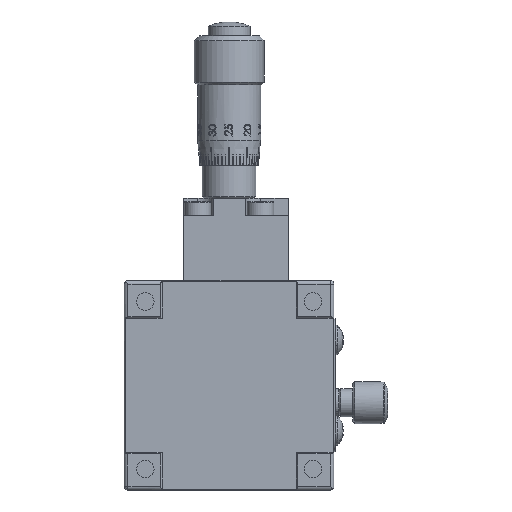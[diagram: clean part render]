
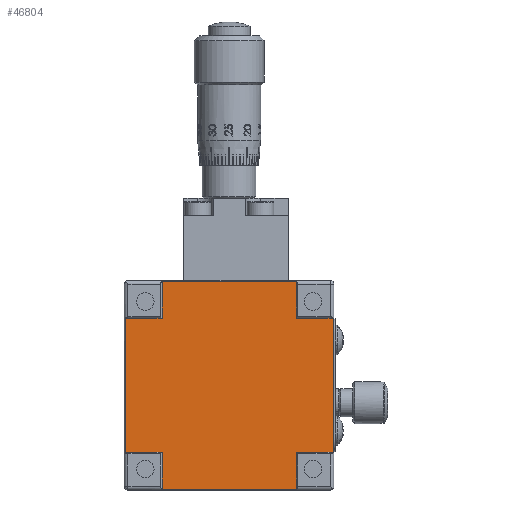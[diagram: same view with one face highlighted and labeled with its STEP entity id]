
A CAD part, front view. The second image highlights one B-rep face of the part: STEP entity #46804.
In plain terms, the highlighted planar face has unit normal (0, -1, 0).
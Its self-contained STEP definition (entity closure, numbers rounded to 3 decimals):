
#317 = LINE ( 'NONE', #54691, #59327 ) ;
#593 = CARTESIAN_POINT ( 'NONE',  ( -15.031, -4.5, 9.6 ) ) ;
#1237 = DIRECTION ( 'NONE',  ( 1., 0., 0. ) ) ;
#2281 = VERTEX_POINT ( 'NONE', #75929 ) ;
#4156 = DIRECTION ( 'NONE',  ( 1., 0., 0. ) ) ;
#4484 = DIRECTION ( 'NONE',  ( 0., 1., 0. ) ) ;
#4691 = DIRECTION ( 'NONE',  ( 0., 0., 1. ) ) ;
#6070 = ORIENTED_EDGE ( 'NONE', *, *, #52529, .T. ) ;
#8375 = CARTESIAN_POINT ( 'NONE',  ( 9.469, -4.5, -15. ) ) ;
#9303 = LINE ( 'NONE', #26574, #70030 ) ;
#9323 = VERTEX_POINT ( 'NONE', #61626 ) ;
#10486 = CARTESIAN_POINT ( 'NONE',  ( 14.769, -4.5, -9.6 ) ) ;
#11580 = CARTESIAN_POINT ( 'NONE',  ( 14.769, -4.5, -9.6 ) ) ;
#12773 = VERTEX_POINT ( 'NONE', #593 ) ;
#13577 = LINE ( 'NONE', #8375, #44940 ) ;
#16430 = DIRECTION ( 'NONE',  ( 0., 0., 1. ) ) ;
#16838 = ORIENTED_EDGE ( 'NONE', *, *, #54979, .F. ) ;
#16879 = CARTESIAN_POINT ( 'NONE',  ( -9.731, -4.5, 14.9 ) ) ;
#17695 = LINE ( 'NONE', #39545, #50904 ) ;
#18037 = ORIENTED_EDGE ( 'NONE', *, *, #48590, .T. ) ;
#19974 = VECTOR ( 'NONE', #62355, 1000. ) ;
#23705 = ORIENTED_EDGE ( 'NONE', *, *, #40655, .F. ) ;
#23814 = VERTEX_POINT ( 'NONE', #41013 ) ;
#24672 = LINE ( 'NONE', #52171, #38519 ) ;
#24725 = EDGE_CURVE ( 'NONE', #2281, #60244, #317, .T. ) ;
#25308 = DIRECTION ( 'NONE',  ( 0., 0., 1. ) ) ;
#26492 = EDGE_LOOP ( 'NONE', ( #16838, #55235, #75053, #48730, #50405, #23705, #64195, #62938, #30836, #39194, #6070, #18037 ) ) ;
#26574 = CARTESIAN_POINT ( 'NONE',  ( -15.131, -4.5, -9.6 ) ) ;
#28724 = DIRECTION ( 'NONE',  ( -1., 0., 0. ) ) ;
#28822 = VECTOR ( 'NONE', #62915, 1000. ) ;
#30836 = ORIENTED_EDGE ( 'NONE', *, *, #24725, .F. ) ;
#33668 = DIRECTION ( 'NONE',  ( 1., 0., 0. ) ) ;
#34075 = VERTEX_POINT ( 'NONE', #69044 ) ;
#34138 = CARTESIAN_POINT ( 'NONE',  ( -9.731, -4.5, -15. ) ) ;
#34335 = DIRECTION ( 'NONE',  ( 0., 0., 1. ) ) ;
#35051 = CARTESIAN_POINT ( 'NONE',  ( 9.469, -4.5, 9.6 ) ) ;
#36546 = EDGE_CURVE ( 'NONE', #74708, #23814, #13577, .T. ) ;
#38519 = VECTOR ( 'NONE', #28724, 1000. ) ;
#39194 = ORIENTED_EDGE ( 'NONE', *, *, #43710, .F. ) ;
#39545 = CARTESIAN_POINT ( 'NONE',  ( -9.731, -4.5, -14.9 ) ) ;
#40655 = EDGE_CURVE ( 'NONE', #74708, #41069, #58955, .T. ) ;
#41013 = CARTESIAN_POINT ( 'NONE',  ( 9.469, -4.5, 14.9 ) ) ;
#41069 = VERTEX_POINT ( 'NONE', #63344 ) ;
#41504 = VECTOR ( 'NONE', #33668, 1000. ) ;
#42563 = CARTESIAN_POINT ( 'NONE',  ( -15.131, -4.5, -9.6 ) ) ;
#43622 = VECTOR ( 'NONE', #4691, 1000. ) ;
#43710 = EDGE_CURVE ( 'NONE', #12773, #2281, #66857, .T. ) ;
#43744 = DIRECTION ( 'NONE',  ( 0., 0., 1. ) ) ;
#44940 = VECTOR ( 'NONE', #43744, 1000. ) ;
#45389 = VERTEX_POINT ( 'NONE', #75743 ) ;
#45524 = VECTOR ( 'NONE', #16430, 1000. ) ;
#45530 = PLANE ( 'NONE',  #49838 ) ;
#45793 = DIRECTION ( 'NONE',  ( -1., 0., 0. ) ) ;
#45949 = CARTESIAN_POINT ( 'NONE',  ( 9.469, -4.5, -15. ) ) ;
#46804 = ADVANCED_FACE ( 'NONE', ( #72922 ), #45530, .F. ) ;
#47704 = VERTEX_POINT ( 'NONE', #57427 ) ;
#48330 = CARTESIAN_POINT ( 'NONE',  ( -15.131, -4.5, 9.6 ) ) ;
#48590 = EDGE_CURVE ( 'NONE', #34075, #62394, #9303, .T. ) ;
#48730 = ORIENTED_EDGE ( 'NONE', *, *, #71504, .T. ) ;
#48834 = VERTEX_POINT ( 'NONE', #11580 ) ;
#49838 = AXIS2_PLACEMENT_3D ( 'NONE', #69056, #4484, #45793 ) ;
#50405 = ORIENTED_EDGE ( 'NONE', *, *, #67589, .T. ) ;
#50904 = VECTOR ( 'NONE', #4156, 1000. ) ;
#52171 = CARTESIAN_POINT ( 'NONE',  ( 9.469, -4.5, 14.9 ) ) ;
#52529 = EDGE_CURVE ( 'NONE', #12773, #34075, #75612, .T. ) ;
#54691 = CARTESIAN_POINT ( 'NONE',  ( -9.731, -4.5, -15. ) ) ;
#54979 = EDGE_CURVE ( 'NONE', #47704, #62394, #61050, .T. ) ;
#55235 = ORIENTED_EDGE ( 'NONE', *, *, #72513, .T. ) ;
#56164 = DIRECTION ( 'NONE',  ( 1., 0., 0. ) ) ;
#56476 = CARTESIAN_POINT ( 'NONE',  ( -15.131, -4.5, 9.6 ) ) ;
#57427 = CARTESIAN_POINT ( 'NONE',  ( -9.731, -4.5, -14.9 ) ) ;
#58582 = VECTOR ( 'NONE', #34335, 1000. ) ;
#58955 = LINE ( 'NONE', #48330, #41504 ) ;
#59327 = VECTOR ( 'NONE', #25308, 1000. ) ;
#60244 = VERTEX_POINT ( 'NONE', #16879 ) ;
#60800 = EDGE_CURVE ( 'NONE', #45389, #9323, #74088, .T. ) ;
#61050 = LINE ( 'NONE', #34138, #43622 ) ;
#61626 = CARTESIAN_POINT ( 'NONE',  ( 9.469, -4.5, -9.6 ) ) ;
#62355 = DIRECTION ( 'NONE',  ( 1., 0., 0. ) ) ;
#62394 = VERTEX_POINT ( 'NONE', #66429 ) ;
#62915 = DIRECTION ( 'NONE',  ( 0., 0., -1. ) ) ;
#62930 = LINE ( 'NONE', #10486, #45524 ) ;
#62938 = ORIENTED_EDGE ( 'NONE', *, *, #64120, .T. ) ;
#63344 = CARTESIAN_POINT ( 'NONE',  ( 14.769, -4.5, 9.6 ) ) ;
#64120 = EDGE_CURVE ( 'NONE', #23814, #60244, #24672, .T. ) ;
#64195 = ORIENTED_EDGE ( 'NONE', *, *, #36546, .T. ) ;
#66429 = CARTESIAN_POINT ( 'NONE',  ( -9.731, -4.5, -9.6 ) ) ;
#66857 = LINE ( 'NONE', #56476, #19974 ) ;
#67589 = EDGE_CURVE ( 'NONE', #48834, #41069, #62930, .T. ) ;
#68781 = CARTESIAN_POINT ( 'NONE',  ( -15.031, -4.5, 9.6 ) ) ;
#69044 = CARTESIAN_POINT ( 'NONE',  ( -15.031, -4.5, -9.6 ) ) ;
#69056 = CARTESIAN_POINT ( 'NONE',  ( -9.731, -4.5, -15. ) ) ;
#70030 = VECTOR ( 'NONE', #56164, 1000. ) ;
#71504 = EDGE_CURVE ( 'NONE', #9323, #48834, #75675, .T. ) ;
#72513 = EDGE_CURVE ( 'NONE', #47704, #45389, #17695, .T. ) ;
#72922 = FACE_OUTER_BOUND ( 'NONE', #26492, .T. ) ;
#73827 = VECTOR ( 'NONE', #1237, 1000. ) ;
#74088 = LINE ( 'NONE', #45949, #58582 ) ;
#74708 = VERTEX_POINT ( 'NONE', #35051 ) ;
#75053 = ORIENTED_EDGE ( 'NONE', *, *, #60800, .T. ) ;
#75612 = LINE ( 'NONE', #68781, #28822 ) ;
#75675 = LINE ( 'NONE', #42563, #73827 ) ;
#75743 = CARTESIAN_POINT ( 'NONE',  ( 9.469, -4.5, -14.9 ) ) ;
#75929 = CARTESIAN_POINT ( 'NONE',  ( -9.731, -4.5, 9.6 ) ) ;
